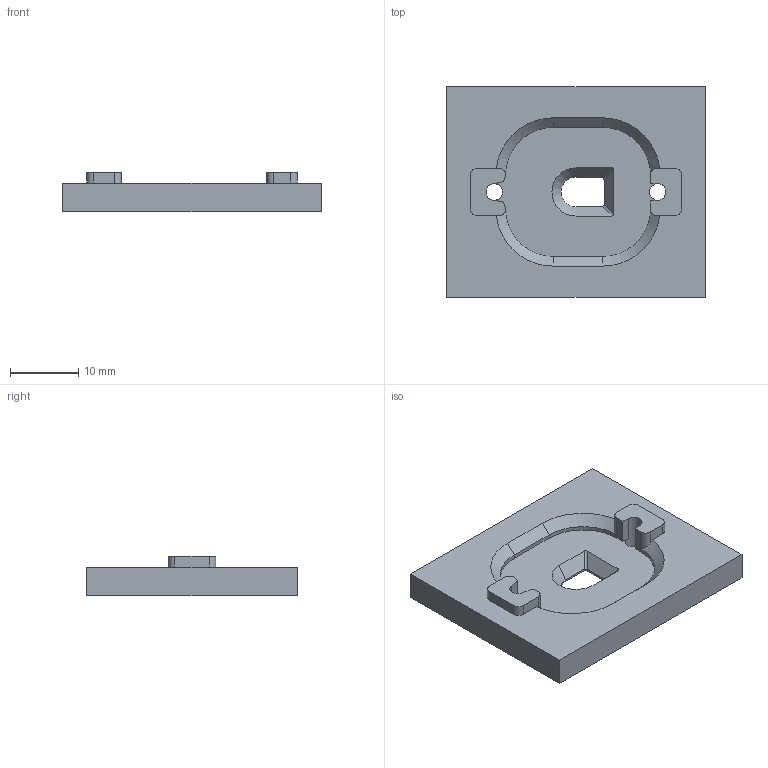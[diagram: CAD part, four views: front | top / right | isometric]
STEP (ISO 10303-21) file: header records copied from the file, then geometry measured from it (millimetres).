
FILE_DESCRIPTION(/* description */ (''),/* implementation_level */ '2;1');
FILE_NAME(/* name */ 'Mount Plate Test.step',/* time_stamp */ '2024-03-30T03:34:15-04:00',/* author */ (''),/* organization */ (''),/* preprocessor_version */ 'ST-DEVELOPER v20',/* originating_system */ 'Autodesk Translation Framework v12.20.1.177',/* authorisation */ '');
FILE_SCHEMA (('AUTOMOTIVE_DESIGN { 1 0 10303 214 3 1 1 }'));
Length unit declared in the file: millimetre
Products named in the file (1): FusionComponent
Bounding box: 38 x 31 x 5.8 mm (x, y, z)
Volume: 4119 mm3; surface area: 3119.8 mm2
Topology: 1 solids, 1 shells, 57 faces, 162 edges, 106 vertices
Faces by surface type: plane 33, cylinder 19, cone 5
Full cylindrical faces by diameter (mm): 2.44 x2
Entity records: 1948 total; most frequent: CARTESIAN_POINT 398, ORIENTED_EDGE 324, DIRECTION 315, EDGE_CURVE 162, VERTEX_POINT 106, LINE 105, VECTOR 105, AXIS2_PLACEMENT_3D 105
